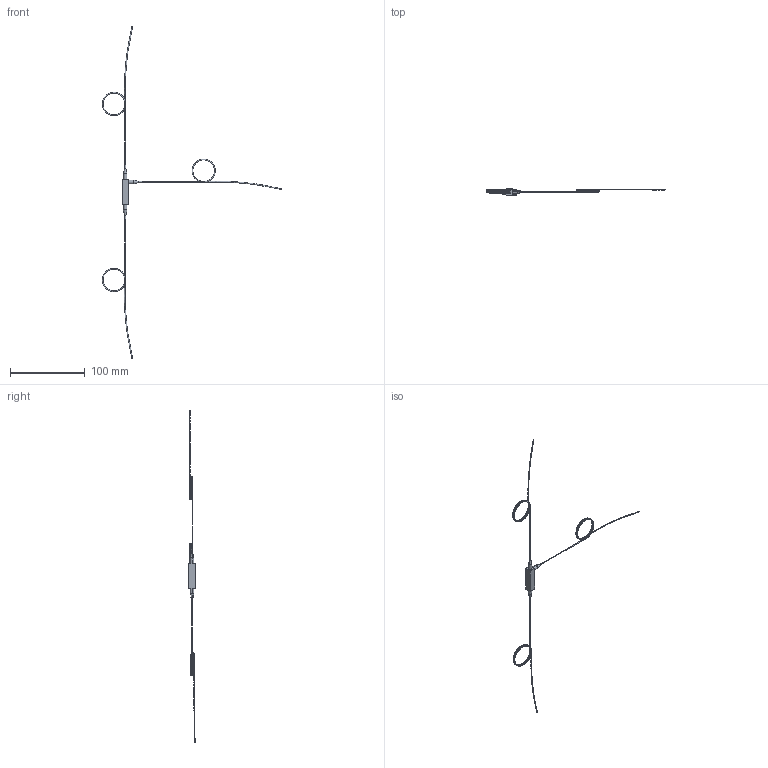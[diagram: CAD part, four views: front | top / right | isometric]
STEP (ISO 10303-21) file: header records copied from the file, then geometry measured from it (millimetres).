
FILE_DESCRIPTION (( 'STEP AP203' ), '1' );
FILE_NAME ('23969-E0W.STEP', '2013-06-07T13:20:00', ( 'Admin' ), ( '' ), 'SwSTEP 2.0', 'SolidWorks 2012', '' );
FILE_SCHEMA (( 'CONFIG_CONTROL_DESIGN' ));
Length unit declared in the file: inch
Products named in the file (1): 23969-E0W
Bounding box: 240.18 x 8.4 x 444.88 mm (x, y, z)
Volume: 3646.4 mm3; surface area: 6639.9 mm2
Topology: 7 solids, 7 shells, 103 faces, 207 edges, 120 vertices
Faces by surface type: cylinder 40, bspline 30, plane 21, cone 12
Entity records: 5558 total; most frequent: CARTESIAN_POINT 3419, DIRECTION 441, ORIENTED_EDGE 414, EDGE_CURVE 207, AXIS2_PLACEMENT_3D 182, VERTEX_POINT 120, EDGE_LOOP 115, CIRCLE 108
